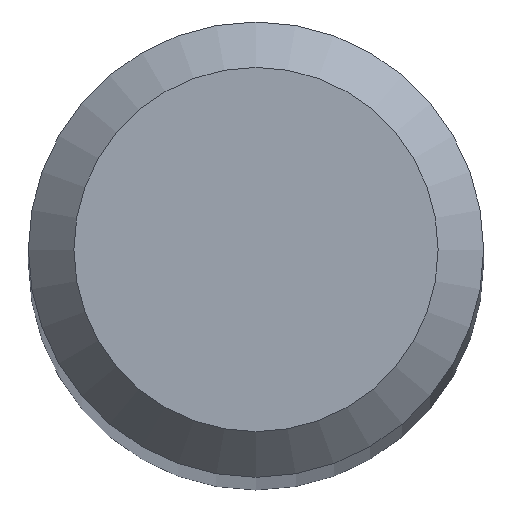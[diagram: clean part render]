
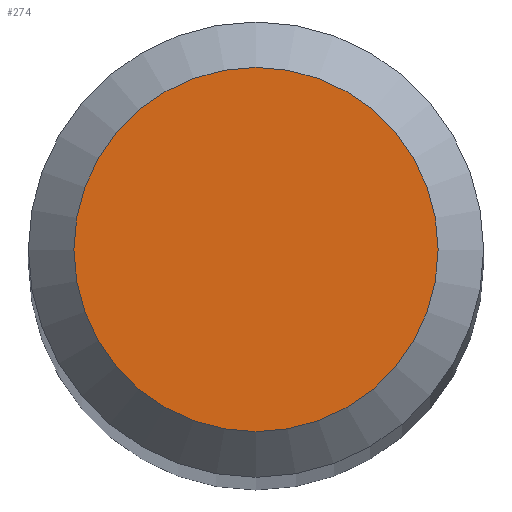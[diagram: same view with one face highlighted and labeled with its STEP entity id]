
A CAD part, top view. The second image highlights one B-rep face of the part: STEP entity #274.
In plain terms, the highlighted planar face has unit normal (0, 0, 1).
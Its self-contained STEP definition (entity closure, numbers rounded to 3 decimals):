
#16 = AXIS2_PLACEMENT_3D ( 'NONE', #263, #204, #248 ) ;
#31 = DIRECTION ( 'NONE',  ( 0., 1., 0. ) ) ;
#59 = ORIENTED_EDGE ( 'NONE', *, *, #170, .F. ) ;
#81 = CARTESIAN_POINT ( 'NONE',  ( 0., 0.6, 30. ) ) ;
#90 = CARTESIAN_POINT ( 'NONE',  ( 0., 0., 30. ) ) ;
#122 = DIRECTION ( 'NONE',  ( 0., 0., -1. ) ) ;
#135 = FACE_OUTER_BOUND ( 'NONE', #187, .T. ) ;
#150 = CIRCLE ( 'NONE', #16, 0.6 ) ;
#170 = EDGE_CURVE ( 'NONE', #270, #270, #150, .T. ) ;
#173 = AXIS2_PLACEMENT_3D ( 'NONE', #90, #122, #31 ) ;
#187 = EDGE_LOOP ( 'NONE', ( #59 ) ) ;
#204 = DIRECTION ( 'NONE',  ( 0., 0., -1. ) ) ;
#221 = PLANE ( 'NONE',  #173 ) ;
#248 = DIRECTION ( 'NONE',  ( 0., 1., 0. ) ) ;
#263 = CARTESIAN_POINT ( 'NONE',  ( 0., 0., 30. ) ) ;
#270 = VERTEX_POINT ( 'NONE', #81 ) ;
#274 = ADVANCED_FACE ( 'NONE', ( #135 ), #221, .F. ) ;
